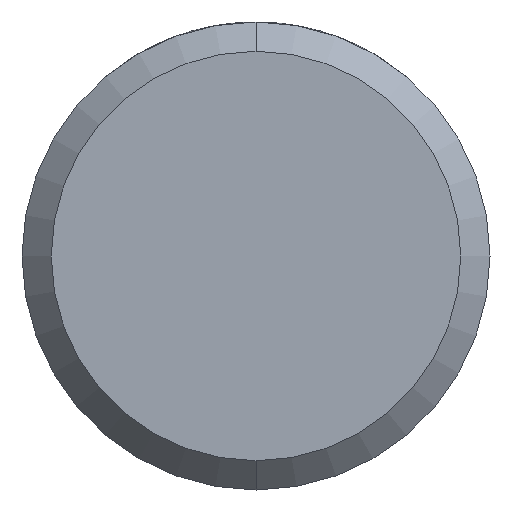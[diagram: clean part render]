
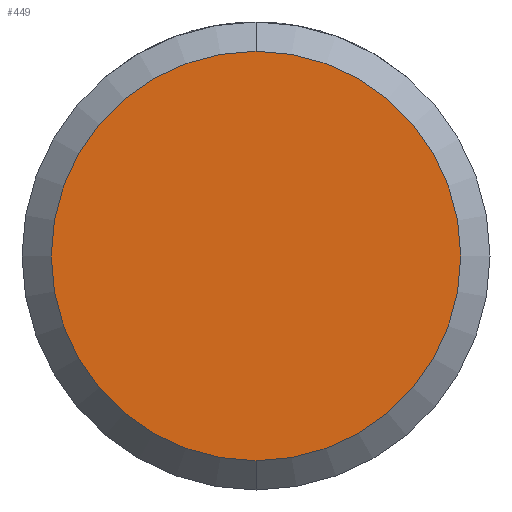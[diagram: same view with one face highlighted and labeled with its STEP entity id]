
A CAD part, front view. The second image highlights one B-rep face of the part: STEP entity #449.
In plain terms, the highlighted planar face has unit normal (0, -1, 0).
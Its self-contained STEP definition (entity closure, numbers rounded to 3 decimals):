
#79 = AXIS2_PLACEMENT_3D ( 'NONE', #677, #668, #732 ) ;
#110 = DIRECTION ( 'NONE',  ( 0., 1., 0. ) ) ;
#157 = CARTESIAN_POINT ( 'NONE',  ( 0., 0., 0. ) ) ;
#169 = CIRCLE ( 'NONE', #430, 7. ) ;
#170 = AXIS2_PLACEMENT_3D ( 'NONE', #464, #110, #293 ) ;
#207 = EDGE_CURVE ( 'NONE', #354, #336, #418, .T. ) ;
#268 = EDGE_CURVE ( 'NONE', #336, #354, #169, .T. ) ;
#293 = DIRECTION ( 'NONE',  ( 0., 0., 1. ) ) ;
#336 = VERTEX_POINT ( 'NONE', #345 ) ;
#340 = DIRECTION ( 'NONE',  ( 0., 0., -1. ) ) ;
#345 = CARTESIAN_POINT ( 'NONE',  ( 0., 0., -7. ) ) ;
#347 = PLANE ( 'NONE',  #170 ) ;
#354 = VERTEX_POINT ( 'NONE', #585 ) ;
#413 = ORIENTED_EDGE ( 'NONE', *, *, #207, .T. ) ;
#418 = CIRCLE ( 'NONE', #79, 7. ) ;
#430 = AXIS2_PLACEMENT_3D ( 'NONE', #157, #749, #340 ) ;
#449 = ADVANCED_FACE ( 'NONE', ( #520 ), #347, .F. ) ;
#454 = ORIENTED_EDGE ( 'NONE', *, *, #268, .T. ) ;
#464 = CARTESIAN_POINT ( 'NONE',  ( 0., 0., 0. ) ) ;
#520 = FACE_OUTER_BOUND ( 'NONE', #670, .T. ) ;
#585 = CARTESIAN_POINT ( 'NONE',  ( 0., 0., 7. ) ) ;
#668 = DIRECTION ( 'NONE',  ( 0., -1., 0. ) ) ;
#670 = EDGE_LOOP ( 'NONE', ( #413, #454 ) ) ;
#677 = CARTESIAN_POINT ( 'NONE',  ( 0., 0., 0. ) ) ;
#732 = DIRECTION ( 'NONE',  ( 0., 0., -1. ) ) ;
#749 = DIRECTION ( 'NONE',  ( 0., -1., 0. ) ) ;
